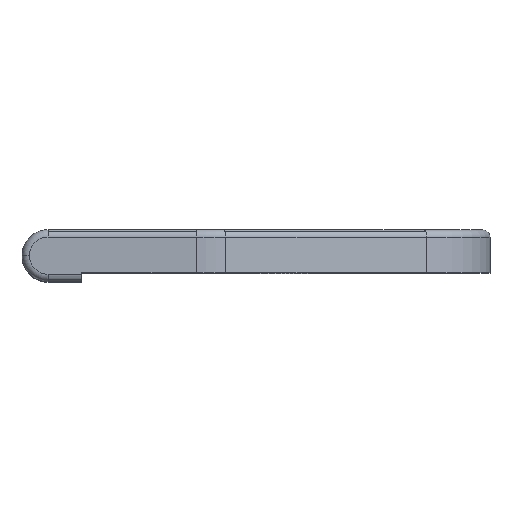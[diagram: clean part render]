
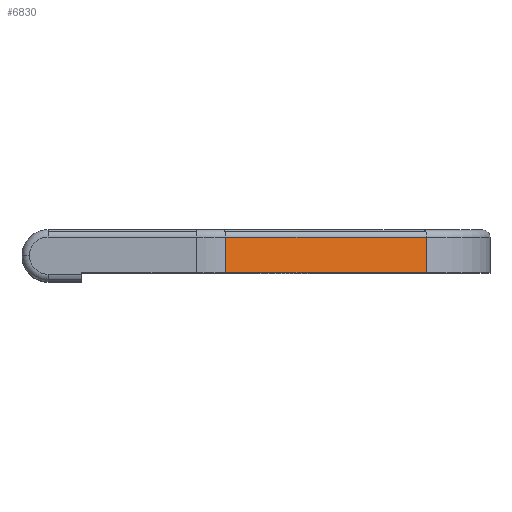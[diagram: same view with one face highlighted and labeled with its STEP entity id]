
A CAD part, top view. The second image highlights one B-rep face of the part: STEP entity #6830.
In plain terms, the highlighted planar face has unit normal (0.316, 0, 0.949).
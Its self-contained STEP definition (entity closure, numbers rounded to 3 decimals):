
#4111=CARTESIAN_POINT('',(126.971,-2.031,43.201));
#4112=VERTEX_POINT('',#4111);
#4120=CARTESIAN_POINT('',(72.914,-2.031,61.22));
#4121=VERTEX_POINT('',#4120);
#4122=CARTESIAN_POINT('',(126.971,-2.031,43.201));
#4123=DIRECTION('',(-0.949,0.,0.316));
#4124=VECTOR('',#4123,56.981);
#4125=LINE('',#4122,#4124);
#4126=EDGE_CURVE('',#4112,#4121,#4125,.T.);
#6787=CARTESIAN_POINT('',(72.914,7.569,61.22));
#6788=VERTEX_POINT('',#6787);
#6798=CARTESIAN_POINT('',(72.914,7.569,61.22));
#6799=DIRECTION('',(-0.,-1.,-0.));
#6800=VECTOR('',#6799,9.6);
#6801=LINE('',#6798,#6800);
#6802=EDGE_CURVE('',#6788,#4121,#6801,.T.);
#6807=CARTESIAN_POINT('',(126.971,9.569,43.201));
#6808=DIRECTION('',(-0.316,0.,-0.949));
#6809=DIRECTION('',(-0.949,0.,0.316));
#6810=AXIS2_PLACEMENT_3D('',#6807,#6808,#6809);
#6811=PLANE('',#6810);
#6812=CARTESIAN_POINT('',(126.971,7.569,43.201));
#6813=VERTEX_POINT('',#6812);
#6814=CARTESIAN_POINT('',(72.914,7.569,61.22));
#6815=DIRECTION('',(0.949,0.,-0.316));
#6816=VECTOR('',#6815,56.981);
#6817=LINE('',#6814,#6816);
#6818=EDGE_CURVE('',#6788,#6813,#6817,.T.);
#6819=ORIENTED_EDGE('',*,*,#6818,.F.);
#6820=ORIENTED_EDGE('',*,*,#6802,.T.);
#6821=ORIENTED_EDGE('',*,*,#4126,.F.);
#6822=CARTESIAN_POINT('',(126.971,7.569,43.201));
#6823=DIRECTION('',(0.,-1.,0.));
#6824=VECTOR('',#6823,9.6);
#6825=LINE('',#6822,#6824);
#6826=EDGE_CURVE('',#6813,#4112,#6825,.T.);
#6827=ORIENTED_EDGE('',*,*,#6826,.F.);
#6828=EDGE_LOOP('',(#6819,#6820,#6821,#6827));
#6829=FACE_BOUND('',#6828,.T.);
#6830=ADVANCED_FACE('',(#6829),#6811,.F.);
